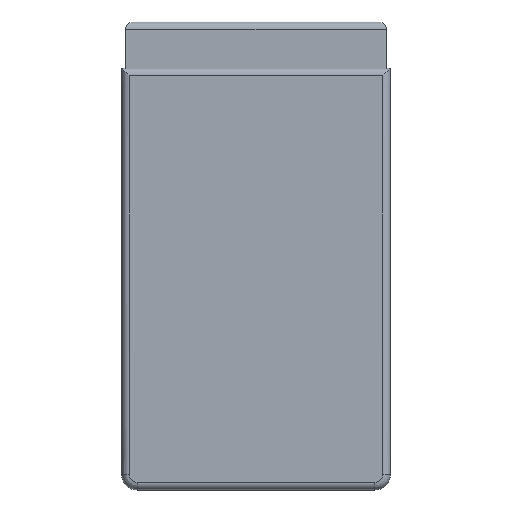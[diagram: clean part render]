
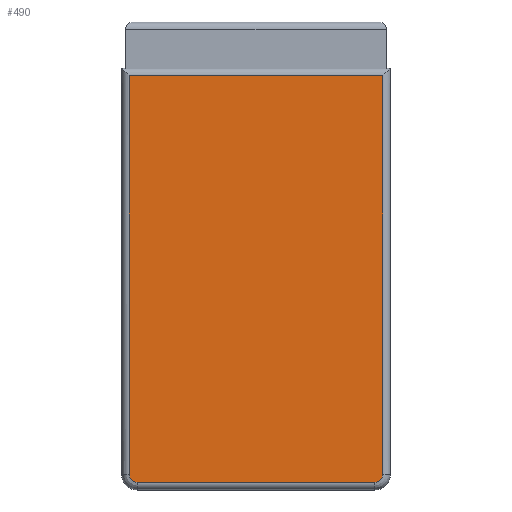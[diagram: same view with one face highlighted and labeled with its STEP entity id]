
A CAD part, top view. The second image highlights one B-rep face of the part: STEP entity #490.
In plain terms, the highlighted planar face has unit normal (0, 0, 1).
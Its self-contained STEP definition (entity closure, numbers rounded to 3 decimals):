
#33=CIRCLE('',#550,1.);
#37=CIRCLE('',#555,1.);
#46=PLANE('',#558);
#74=FACE_OUTER_BOUND('',#104,.T.);
#104=EDGE_LOOP('',(#414,#415,#416,#417,#418,#419));
#148=LINE('',#831,#188);
#149=LINE('',#835,#189);
#151=LINE('',#856,#191);
#153=LINE('',#873,#193);
#188=VECTOR('',#666,10.);
#189=VECTOR('',#671,10.);
#191=VECTOR('',#685,10.);
#193=VECTOR('',#695,10.);
#229=VERTEX_POINT('',#828);
#230=VERTEX_POINT('',#830);
#231=VERTEX_POINT('',#834);
#232=VERTEX_POINT('',#846);
#234=VERTEX_POINT('',#852);
#236=VERTEX_POINT('',#866);
#287=EDGE_CURVE('',#229,#230,#148,.T.);
#289=EDGE_CURVE('',#230,#231,#149,.T.);
#293=EDGE_CURVE('',#231,#232,#33,.T.);
#296=EDGE_CURVE('',#232,#234,#151,.T.);
#299=EDGE_CURVE('',#234,#236,#37,.T.);
#301=EDGE_CURVE('',#236,#229,#153,.T.);
#414=ORIENTED_EDGE('',*,*,#287,.F.);
#415=ORIENTED_EDGE('',*,*,#301,.F.);
#416=ORIENTED_EDGE('',*,*,#299,.F.);
#417=ORIENTED_EDGE('',*,*,#296,.F.);
#418=ORIENTED_EDGE('',*,*,#293,.F.);
#419=ORIENTED_EDGE('',*,*,#289,.F.);
#490=ADVANCED_FACE('',(#74),#46,.T.);
#550=AXIS2_PLACEMENT_3D('',#850,#678,#679);
#555=AXIS2_PLACEMENT_3D('',#870,#690,#691);
#558=AXIS2_PLACEMENT_3D('',#876,#699,#700);
#666=DIRECTION('',(1.,0.,0.));
#671=DIRECTION('',(0.,-1.,0.));
#678=DIRECTION('center_axis',(0.,0.,-1.));
#679=DIRECTION('ref_axis',(0.707,-0.707,0.));
#685=DIRECTION('',(-1.,0.,0.));
#690=DIRECTION('center_axis',(0.,0.,-1.));
#691=DIRECTION('ref_axis',(-0.707,-0.707,0.));
#695=DIRECTION('',(0.,1.,0.));
#699=DIRECTION('center_axis',(0.,0.,1.));
#700=DIRECTION('ref_axis',(1.,0.,0.));
#828=CARTESIAN_POINT('',(-16.5,26.5,5.));
#830=CARTESIAN_POINT('',(16.5,26.5,5.));
#831=CARTESIAN_POINT('',(8.75,26.5,5.));
#834=CARTESIAN_POINT('',(16.5,-25.5,5.));
#835=CARTESIAN_POINT('',(16.5,-13.75,5.));
#846=CARTESIAN_POINT('',(15.5,-26.5,5.));
#850=CARTESIAN_POINT('Origin',(15.5,-25.5,5.));
#852=CARTESIAN_POINT('',(-15.5,-26.5,5.));
#856=CARTESIAN_POINT('',(-8.75,-26.5,5.));
#866=CARTESIAN_POINT('',(-16.5,-25.5,5.));
#870=CARTESIAN_POINT('Origin',(-15.5,-25.5,5.));
#873=CARTESIAN_POINT('',(-16.5,13.75,5.));
#876=CARTESIAN_POINT('Origin',(0.,0.,5.));
